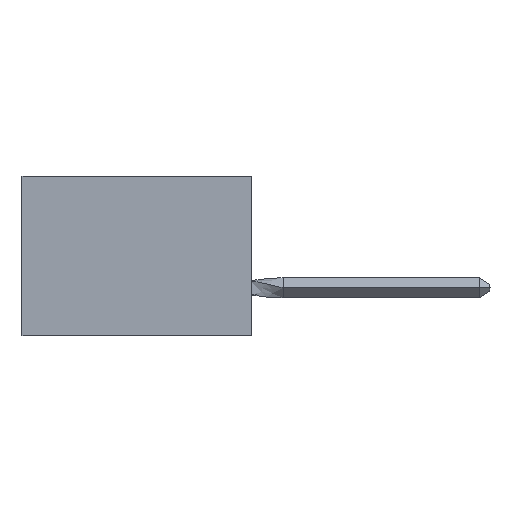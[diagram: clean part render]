
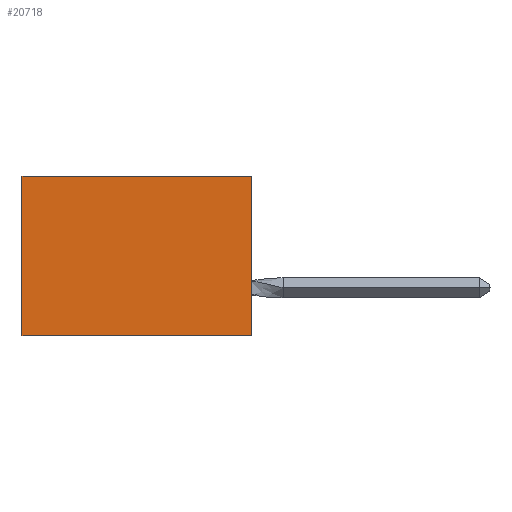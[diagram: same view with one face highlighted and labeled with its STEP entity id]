
A CAD part, left-side view. The second image highlights one B-rep face of the part: STEP entity #20718.
In plain terms, the highlighted planar face has unit normal (-1, 0, 0).
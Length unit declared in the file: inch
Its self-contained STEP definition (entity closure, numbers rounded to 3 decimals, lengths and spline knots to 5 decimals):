
#128 = LINE ( 'NONE', #12427, #9964 ) ;
#1059 = VECTOR ( 'NONE', #30411, 39.37008 ) ;
#1201 = ORIENTED_EDGE ( 'NONE', *, *, #3451, .F. ) ;
#2271 = LINE ( 'NONE', #9355, #1059 ) ;
#3004 = VERTEX_POINT ( 'NONE', #28031 ) ;
#3451 = EDGE_CURVE ( 'NONE', #6068, #3004, #5068, .T. ) ;
#4535 = DIRECTION ( 'NONE',  ( 0., 0., -1. ) ) ;
#5068 = LINE ( 'NONE', #23970, #18894 ) ;
#6068 = VERTEX_POINT ( 'NONE', #27978 ) ;
#6517 = EDGE_CURVE ( 'NONE', #6068, #33200, #31733, .T. ) ;
#6616 = CARTESIAN_POINT ( 'NONE',  ( 0.305, 0.72, -0.5 ) ) ;
#7976 = ORIENTED_EDGE ( 'NONE', *, *, #25748, .T. ) ;
#8123 = DIRECTION ( 'NONE',  ( 0., 0., -1. ) ) ;
#8919 = EDGE_LOOP ( 'NONE', ( #7976, #24329, #1201, #15527 ) ) ;
#9355 = CARTESIAN_POINT ( 'NONE',  ( 0.305, 0., -0.5 ) ) ;
#9964 = VECTOR ( 'NONE', #4535, 39.37008 ) ;
#12344 = CARTESIAN_POINT ( 'NONE',  ( 0.305, 0., -0.5 ) ) ;
#12427 = CARTESIAN_POINT ( 'NONE',  ( 0.305, 0.72, -0.5 ) ) ;
#15527 = ORIENTED_EDGE ( 'NONE', *, *, #6517, .T. ) ;
#15903 = FACE_OUTER_BOUND ( 'NONE', #8919, .T. ) ;
#16593 = EDGE_CURVE ( 'NONE', #3004, #31319, #2271, .T. ) ;
#17559 = DIRECTION ( 'NONE',  ( 0., 0., -1. ) ) ;
#17901 = VECTOR ( 'NONE', #27768, 39.37008 ) ;
#18894 = VECTOR ( 'NONE', #8123, 39.37008 ) ;
#20718 = ADVANCED_FACE ( 'NONE', ( #15903 ), #33358, .F. ) ;
#22925 = DIRECTION ( 'NONE',  ( 1., 0., 0. ) ) ;
#23970 = CARTESIAN_POINT ( 'NONE',  ( 0.305, 0., -0.5 ) ) ;
#24329 = ORIENTED_EDGE ( 'NONE', *, *, #16593, .F. ) ;
#25748 = EDGE_CURVE ( 'NONE', #33200, #31319, #128, .T. ) ;
#27523 = CARTESIAN_POINT ( 'NONE',  ( 0.305, 0.72, 0. ) ) ;
#27768 = DIRECTION ( 'NONE',  ( 0., 1., 0. ) ) ;
#27978 = CARTESIAN_POINT ( 'NONE',  ( 0.305, 0., 0. ) ) ;
#28031 = CARTESIAN_POINT ( 'NONE',  ( 0.305, 0., -0.5 ) ) ;
#30411 = DIRECTION ( 'NONE',  ( 0., 1., 0. ) ) ;
#30412 = AXIS2_PLACEMENT_3D ( 'NONE', #12344, #22925, #17559 ) ;
#31319 = VERTEX_POINT ( 'NONE', #6616 ) ;
#31733 = LINE ( 'NONE', #32564, #17901 ) ;
#32564 = CARTESIAN_POINT ( 'NONE',  ( 0.305, 0., 0. ) ) ;
#33200 = VERTEX_POINT ( 'NONE', #27523 ) ;
#33358 = PLANE ( 'NONE',  #30412 ) ;
